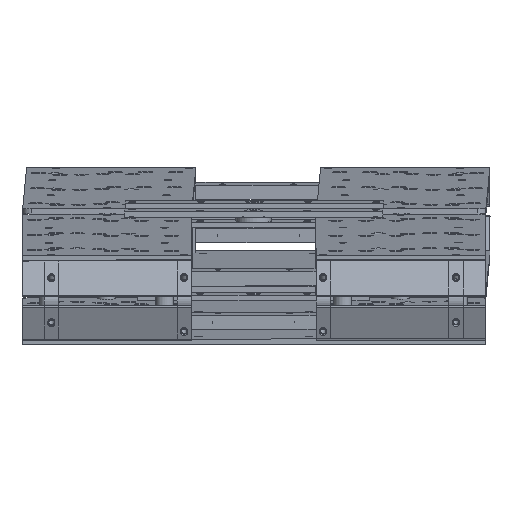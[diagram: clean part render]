
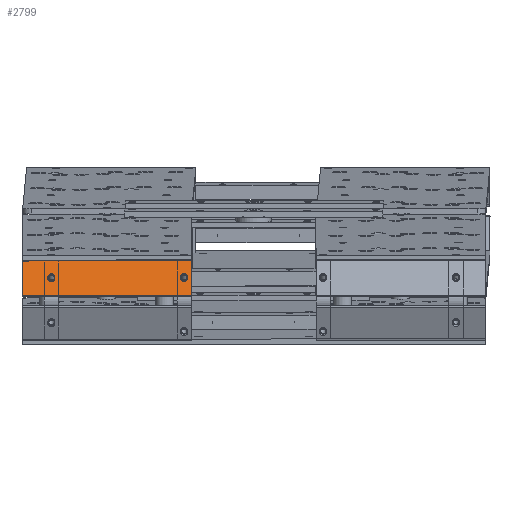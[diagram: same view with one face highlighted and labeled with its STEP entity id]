
A CAD part, left-side view. The second image highlights one B-rep face of the part: STEP entity #2799.
In plain terms, the highlighted planar face has unit normal (-0.964, 0, 0.266).
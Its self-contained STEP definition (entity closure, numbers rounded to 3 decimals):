
#2799=ADVANCED_FACE('',(#5638,#5639,#5640),#3229,.F.);
#3229=PLANE('',#26631);
#5638=FACE_BOUND('',#8494,.T.);
#5639=FACE_BOUND('',#8495,.T.);
#5640=FACE_BOUND('',#8496,.T.);
#8494=EDGE_LOOP('',(#12324,#12325,#12326,#12327));
#8495=EDGE_LOOP('',(#12328));
#8496=EDGE_LOOP('',(#12329));
#12324=ORIENTED_EDGE('',*,*,#16492,.F.);
#12325=ORIENTED_EDGE('',*,*,#16503,.F.);
#12326=ORIENTED_EDGE('',*,*,#16498,.F.);
#12327=ORIENTED_EDGE('',*,*,#16495,.F.);
#12328=ORIENTED_EDGE('',*,*,#16500,.T.);
#12329=ORIENTED_EDGE('',*,*,#16504,.T.);
#14524=VERTEX_POINT('',#39094);
#14525=VERTEX_POINT('',#39096);
#14527=VERTEX_POINT('',#39102);
#14529=VERTEX_POINT('',#39108);
#14530=VERTEX_POINT('',#39112);
#14532=VERTEX_POINT('',#39120);
#16492=EDGE_CURVE('',#14524,#14525,#19519,.T.);
#16495=EDGE_CURVE('',#14525,#14527,#19522,.T.);
#16498=EDGE_CURVE('',#14527,#14529,#19525,.T.);
#16500=EDGE_CURVE('',#14530,#14530,#18542,.T.);
#16503=EDGE_CURVE('',#14529,#14524,#19528,.T.);
#16504=EDGE_CURVE('',#14532,#14532,#18544,.T.);
#18542=CIRCLE('',#26624,2.);
#18544=CIRCLE('',#26628,2.);
#19519=LINE('',#39095,#20255);
#19522=LINE('',#39101,#20258);
#19525=LINE('',#39107,#20261);
#19528=LINE('',#39117,#20264);
#20255=VECTOR('',#33072,1.);
#20258=VECTOR('',#33077,1.);
#20261=VECTOR('',#33082,1.);
#20264=VECTOR('',#33093,1.);
#26624=AXIS2_PLACEMENT_3D('',#39111,#33086,#33087);
#26628=AXIS2_PLACEMENT_3D('',#39119,#33096,#33097);
#26631=AXIS2_PLACEMENT_3D('',#39124,#33102,#33103);
#33072=DIRECTION('',(0.,1.,-0.001));
#33077=DIRECTION('',(0.266,0.001,0.964));
#33082=DIRECTION('',(0.,-1.,0.001));
#33086=DIRECTION('',(0.964,0.,-0.266));
#33087=DIRECTION('',(0.,1.,-0.001));
#33093=DIRECTION('',(-0.266,-0.001,-0.964));
#33096=DIRECTION('',(0.964,0.,-0.266));
#33097=DIRECTION('',(0.,1.,-0.001));
#33102=DIRECTION('',(0.964,0.,-0.266));
#33103=DIRECTION('',(-0.266,-0.001,-0.964));
#39094=CARTESIAN_POINT('',(-40.661,34.994,2.909));
#39095=CARTESIAN_POINT('',(-40.661,34.994,2.909));
#39096=CARTESIAN_POINT('',(-40.658,129.994,2.852));
#39101=CARTESIAN_POINT('',(-40.658,129.994,2.852));
#39102=CARTESIAN_POINT('',(-35.194,130.006,22.684));
#39107=CARTESIAN_POINT('',(-35.194,130.006,22.684));
#39108=CARTESIAN_POINT('',(-35.196,35.006,22.741));
#39111=CARTESIAN_POINT('',(-37.851,113.546,13.053));
#39112=CARTESIAN_POINT('',(-37.85,115.546,13.052));
#39117=CARTESIAN_POINT('',(-35.196,35.006,22.741));
#39119=CARTESIAN_POINT('',(-37.852,39.,13.098));
#39120=CARTESIAN_POINT('',(-37.852,41.,13.097));
#39124=CARTESIAN_POINT('',(-37.851,113.546,13.053));
